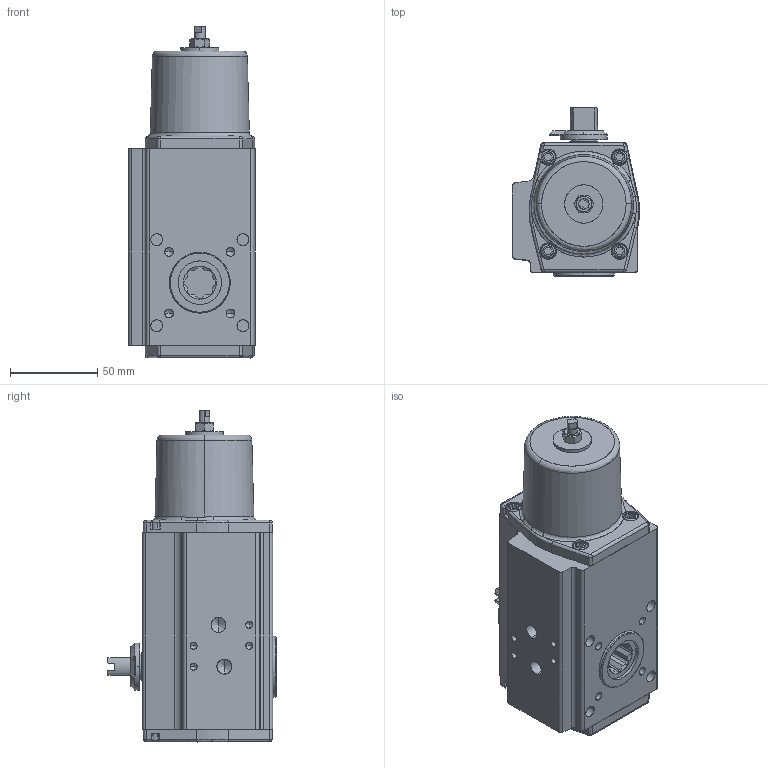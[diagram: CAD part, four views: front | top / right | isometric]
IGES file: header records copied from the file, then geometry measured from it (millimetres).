
Start section: SolidWorks IGES file using analytic representation for surfaces
Global section: file name: 010278.IGS; native system: SolidWorks 2018; preprocessor: SolidWorks 2018; author: mikael.kalrot; date: 180416.104135; units: millimetre
Bounding box: 72.99 x 96.64 x 190.8 mm (x, y, z)
Surface area: 63526 mm2 (no closed solid volume)
Topology: 0 solids, 0 shells, 496 faces, 6765 edges, 6726 vertices
Faces by surface type: revolution 257, bspline 239
